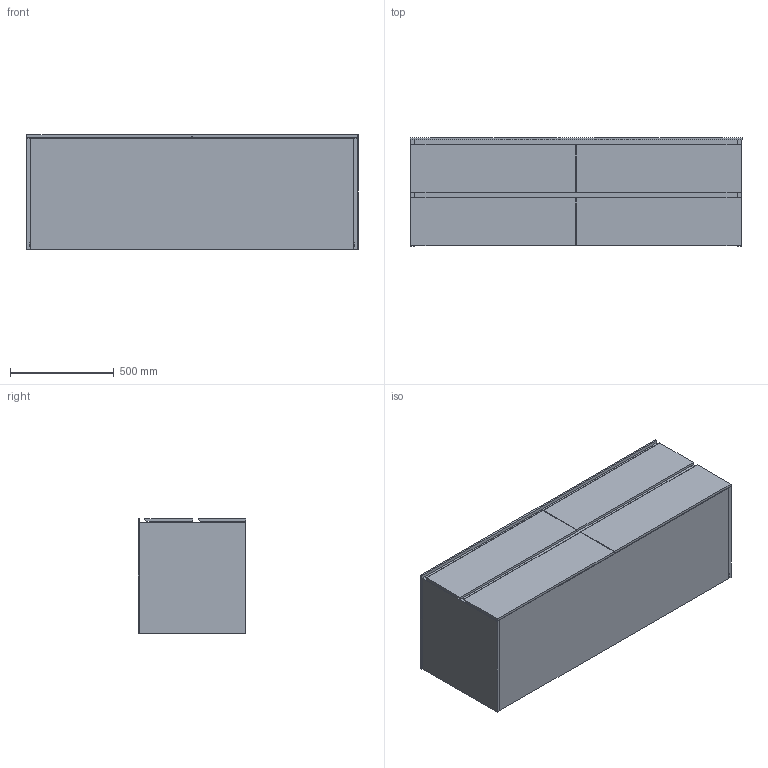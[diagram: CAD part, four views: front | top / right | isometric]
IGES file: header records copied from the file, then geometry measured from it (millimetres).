
Start section: SolidWorks IGES file using analytic representation for surfaces
Global section: file name: DWP1600500-4AUSER-A.IGS; native system: SolidWorks 2020; preprocessor: SolidWorks 2020; author: r.frank; date: 210208.095616; units: millimetre
Bounding box: 1600 x 520 x 550 mm (x, y, z)
Surface area: 12335253.6 mm2 (no closed solid volume)
Topology: 0 solids, 0 shells, 427 faces, 4464 edges, 4460 vertices
Faces by surface type: bspline 353, revolution 74
